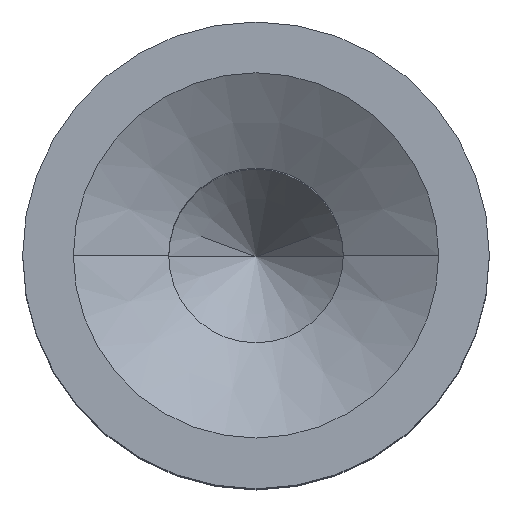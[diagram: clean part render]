
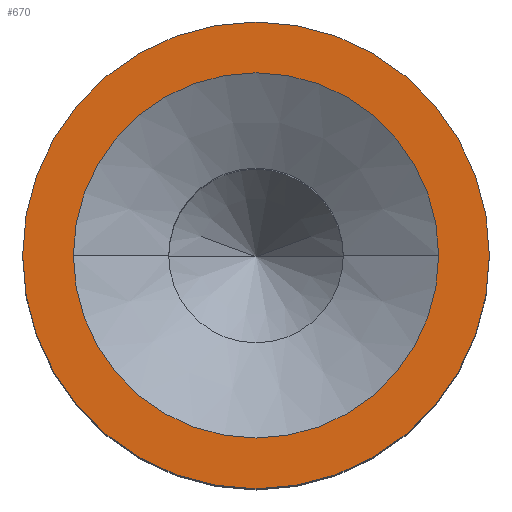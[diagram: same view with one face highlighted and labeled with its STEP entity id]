
A CAD part, top view. The second image highlights one B-rep face of the part: STEP entity #670.
In plain terms, the highlighted planar face has unit normal (0, 0, 1).
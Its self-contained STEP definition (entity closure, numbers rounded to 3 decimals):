
#199=CARTESIAN_POINT('',(0.,0.,17.521));
#200=DIRECTION('',(0.,0.,-1.));
#201=DIRECTION('',(1.,0.,0.));
#202=AXIS2_PLACEMENT_3D('',#199,#200,#201);
#208=CARTESIAN_POINT('',(0.,0.,17.521));
#209=DIRECTION('',(0.,0.,1.));
#210=DIRECTION('',(1.,0.,0.));
#211=AXIS2_PLACEMENT_3D('',#208,#209,#210);
#217=CARTESIAN_POINT('',(0.,0.,17.521));
#218=DIRECTION('',(0.,0.,-1.));
#219=DIRECTION('',(1.,0.,0.));
#220=AXIS2_PLACEMENT_3D('',#217,#218,#219);
#222=CARTESIAN_POINT('',(0.,0.,17.521));
#223=DIRECTION('',(0.,0.,1.));
#224=DIRECTION('',(1.,0.,0.));
#225=AXIS2_PLACEMENT_3D('',#222,#223,#224);
#307=CARTESIAN_POINT('',(5.75,0.,17.521));
#309=VERTEX_POINT('',#307);
#325=CARTESIAN_POINT('',(-5.75,0.,17.521));
#327=VERTEX_POINT('',#325);
#343=CARTESIAN_POINT('',(4.499,0.,17.521));
#344=CARTESIAN_POINT('',(-4.499,0.,17.521));
#345=VERTEX_POINT('',#343);
#346=VERTEX_POINT('',#344);
#655=CARTESIAN_POINT('',(0.,0.,17.521));
#656=DIRECTION('',(0.,0.,-1.));
#657=DIRECTION('',(1.,0.,0.));
#658=AXIS2_PLACEMENT_3D('',#655,#656,#657);
#659=PLANE('',#658);
#660=ORIENTED_EDGE('',*,*,#648,.F.);
#661=ORIENTED_EDGE('',*,*,#637,.T.);
#662=EDGE_LOOP('',(#660,#661));
#663=FACE_OUTER_BOUND('',#662,.F.);
#665=ORIENTED_EDGE('',*,*,#664,.F.);
#667=ORIENTED_EDGE('',*,*,#666,.T.);
#668=EDGE_LOOP('',(#665,#667));
#669=FACE_BOUND('',#668,.F.);
#670=ADVANCED_FACE('',(#663,#669),#659,.F.);
#203=CIRCLE('',#202,5.75);
#212=CIRCLE('',#211,5.75);
#221=CIRCLE('',#220,4.499);
#226=CIRCLE('',#225,4.499);
#637=EDGE_CURVE('',#309,#327,#203,.T.);
#648=EDGE_CURVE('',#309,#327,#212,.T.);
#664=EDGE_CURVE('',#345,#346,#221,.T.);
#666=EDGE_CURVE('',#345,#346,#226,.T.);
